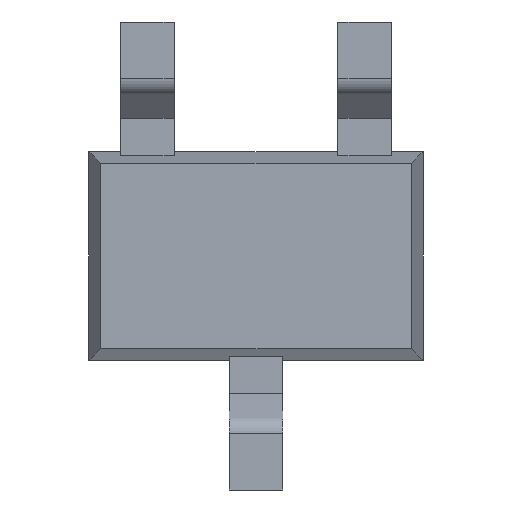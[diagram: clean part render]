
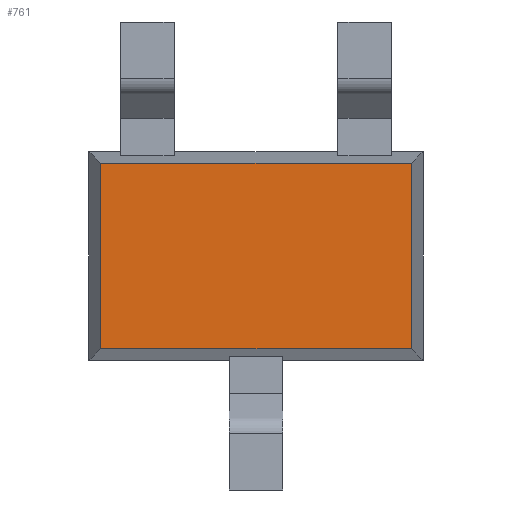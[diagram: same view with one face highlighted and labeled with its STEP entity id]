
A CAD part, front view. The second image highlights one B-rep face of the part: STEP entity #761.
In plain terms, the highlighted planar face has unit normal (0, -1, 0).
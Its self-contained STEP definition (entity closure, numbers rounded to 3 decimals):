
#16 = DIRECTION ( 'NONE',  ( 0., 0., -1. ) ) ;
#93 = DIRECTION ( 'NONE',  ( 0., 0., 1. ) ) ;
#118 = CARTESIAN_POINT ( 'NONE',  ( 0.929, -0.45, -0.554 ) ) ;
#138 = CARTESIAN_POINT ( 'NONE',  ( 0., -0.45, 0. ) ) ;
#150 = LINE ( 'NONE', #1205, #1520 ) ;
#199 = CARTESIAN_POINT ( 'NONE',  ( -0.929, -0.45, 0.554 ) ) ;
#273 = VERTEX_POINT ( 'NONE', #118 ) ;
#305 = ORIENTED_EDGE ( 'NONE', *, *, #1171, .F. ) ;
#356 = VERTEX_POINT ( 'NONE', #1767 ) ;
#393 = VECTOR ( 'NONE', #16, 1000. ) ;
#427 = EDGE_CURVE ( 'NONE', #273, #1623, #150, .T. ) ;
#432 = PLANE ( 'NONE',  #1191 ) ;
#629 = CARTESIAN_POINT ( 'NONE',  ( -0.929, -0.45, -0.554 ) ) ;
#663 = VECTOR ( 'NONE', #720, 1000. ) ;
#720 = DIRECTION ( 'NONE',  ( 1., 0., 0. ) ) ;
#761 = ADVANCED_FACE ( 'NONE', ( #1891 ), #432, .F. ) ;
#870 = ORIENTED_EDGE ( 'NONE', *, *, #1207, .F. ) ;
#969 = ORIENTED_EDGE ( 'NONE', *, *, #1594, .F. ) ;
#977 = EDGE_LOOP ( 'NONE', ( #969, #305, #870, #1455 ) ) ;
#995 = DIRECTION ( 'NONE',  ( 0., 0., 1. ) ) ;
#1101 = CARTESIAN_POINT ( 'NONE',  ( -0.929, -0.45, 0. ) ) ;
#1171 = EDGE_CURVE ( 'NONE', #1753, #356, #1280, .T. ) ;
#1191 = AXIS2_PLACEMENT_3D ( 'NONE', #138, #1302, #995 ) ;
#1205 = CARTESIAN_POINT ( 'NONE',  ( 0., -0.45, -0.554 ) ) ;
#1207 = EDGE_CURVE ( 'NONE', #1623, #1753, #1692, .T. ) ;
#1280 = LINE ( 'NONE', #1315, #663 ) ;
#1302 = DIRECTION ( 'NONE',  ( 0., 1., 0. ) ) ;
#1315 = CARTESIAN_POINT ( 'NONE',  ( 0., -0.45, 0.554 ) ) ;
#1329 = LINE ( 'NONE', #1751, #393 ) ;
#1455 = ORIENTED_EDGE ( 'NONE', *, *, #427, .F. ) ;
#1520 = VECTOR ( 'NONE', #1659, 1000. ) ;
#1594 = EDGE_CURVE ( 'NONE', #356, #273, #1329, .T. ) ;
#1623 = VERTEX_POINT ( 'NONE', #629 ) ;
#1651 = VECTOR ( 'NONE', #93, 1000. ) ;
#1659 = DIRECTION ( 'NONE',  ( -1., 0., 0. ) ) ;
#1692 = LINE ( 'NONE', #1101, #1651 ) ;
#1751 = CARTESIAN_POINT ( 'NONE',  ( 0.929, -0.45, 0. ) ) ;
#1753 = VERTEX_POINT ( 'NONE', #199 ) ;
#1767 = CARTESIAN_POINT ( 'NONE',  ( 0.929, -0.45, 0.554 ) ) ;
#1891 = FACE_OUTER_BOUND ( 'NONE', #977, .T. ) ;
